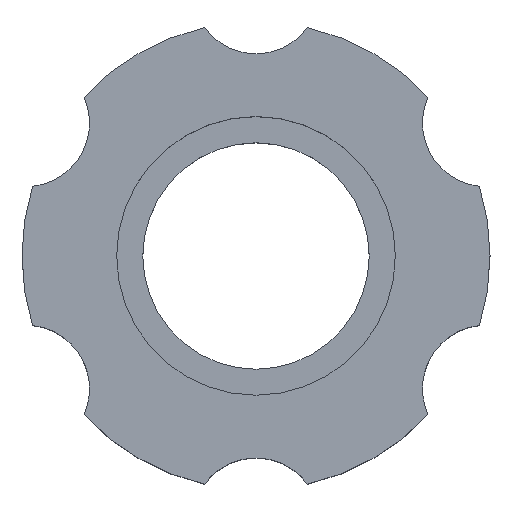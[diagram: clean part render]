
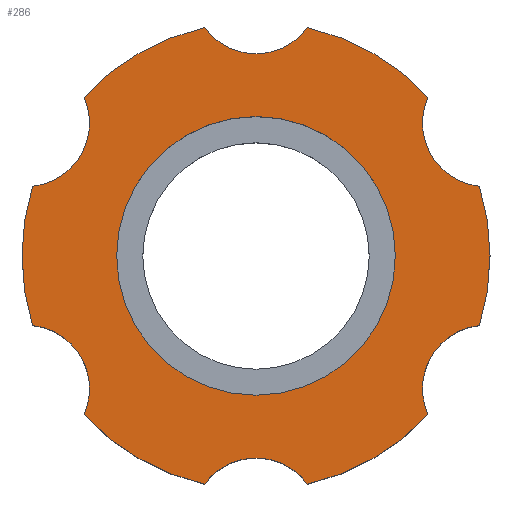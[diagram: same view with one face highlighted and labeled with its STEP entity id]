
A CAD part, top view. The second image highlights one B-rep face of the part: STEP entity #286.
In plain terms, the highlighted planar face has unit normal (0, 0, 1).
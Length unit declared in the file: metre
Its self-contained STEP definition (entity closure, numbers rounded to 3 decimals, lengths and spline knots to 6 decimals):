
#12=PLANE('',#342);
#89=ORIENTED_EDGE('',*,*,#157,.F.);
#90=ORIENTED_EDGE('',*,*,#123,.F.);
#91=ORIENTED_EDGE('',*,*,#127,.T.);
#92=ORIENTED_EDGE('',*,*,#130,.F.);
#93=ORIENTED_EDGE('',*,*,#133,.T.);
#94=ORIENTED_EDGE('',*,*,#136,.F.);
#95=ORIENTED_EDGE('',*,*,#139,.T.);
#96=ORIENTED_EDGE('',*,*,#142,.F.);
#97=ORIENTED_EDGE('',*,*,#145,.T.);
#98=ORIENTED_EDGE('',*,*,#148,.F.);
#99=ORIENTED_EDGE('',*,*,#151,.T.);
#100=ORIENTED_EDGE('',*,*,#154,.F.);
#101=ORIENTED_EDGE('',*,*,#156,.T.);
#123=EDGE_CURVE('',#163,#164,#190,.T.);
#127=EDGE_CURVE('',#163,#166,#192,.T.);
#130=EDGE_CURVE('',#168,#166,#194,.T.);
#133=EDGE_CURVE('',#168,#170,#196,.T.);
#136=EDGE_CURVE('',#172,#170,#198,.T.);
#139=EDGE_CURVE('',#172,#174,#200,.T.);
#142=EDGE_CURVE('',#176,#174,#202,.T.);
#145=EDGE_CURVE('',#176,#178,#204,.T.);
#148=EDGE_CURVE('',#180,#178,#206,.T.);
#151=EDGE_CURVE('',#180,#182,#208,.T.);
#154=EDGE_CURVE('',#184,#182,#210,.T.);
#156=EDGE_CURVE('',#184,#164,#212,.T.);
#157=EDGE_CURVE('',#185,#185,#213,.T.);
#163=VERTEX_POINT('',#463);
#164=VERTEX_POINT('',#465);
#166=VERTEX_POINT('',#471);
#168=VERTEX_POINT('',#477);
#170=VERTEX_POINT('',#483);
#172=VERTEX_POINT('',#489);
#174=VERTEX_POINT('',#495);
#176=VERTEX_POINT('',#501);
#178=VERTEX_POINT('',#507);
#180=VERTEX_POINT('',#513);
#182=VERTEX_POINT('',#519);
#184=VERTEX_POINT('',#525);
#185=VERTEX_POINT('',#532);
#190=CIRCLE('',#308,0.002998);
#192=CIRCLE('',#311,0.011);
#194=CIRCLE('',#314,0.002998);
#196=CIRCLE('',#317,0.011);
#198=CIRCLE('',#320,0.002998);
#200=CIRCLE('',#323,0.011);
#202=CIRCLE('',#326,0.002998);
#204=CIRCLE('',#329,0.011);
#206=CIRCLE('',#332,0.002998);
#208=CIRCLE('',#335,0.011);
#210=CIRCLE('',#338,0.002998);
#212=CIRCLE('',#341,0.011);
#213=CIRCLE('',#343,0.00655);
#229=EDGE_LOOP('',(#89));
#230=EDGE_LOOP('',(#90,#91,#92,#93,#94,#95,#96,#97,#98,#99,#100,#101));
#251=FACE_BOUND('',#229,.T.);
#252=FACE_BOUND('',#230,.T.);
#286=ADVANCED_FACE('',(#251,#252),#12,.T.);
#308=AXIS2_PLACEMENT_3D('',#464,#361,#362);
#311=AXIS2_PLACEMENT_3D('',#472,#369,#370);
#314=AXIS2_PLACEMENT_3D('',#478,#376,#377);
#317=AXIS2_PLACEMENT_3D('',#484,#383,#384);
#320=AXIS2_PLACEMENT_3D('',#490,#390,#391);
#323=AXIS2_PLACEMENT_3D('',#496,#397,#398);
#326=AXIS2_PLACEMENT_3D('',#502,#404,#405);
#329=AXIS2_PLACEMENT_3D('',#508,#411,#412);
#332=AXIS2_PLACEMENT_3D('',#514,#418,#419);
#335=AXIS2_PLACEMENT_3D('',#520,#425,#426);
#338=AXIS2_PLACEMENT_3D('',#526,#432,#433);
#341=AXIS2_PLACEMENT_3D('',#529,#438,#439);
#342=AXIS2_PLACEMENT_3D('',#530,#440,#441);
#343=AXIS2_PLACEMENT_3D('',#531,#442,#443);
#361=DIRECTION('',(0.,0.,1.));
#362=DIRECTION('',(1.,0.,0.));
#369=DIRECTION('',(0.,0.,1.));
#370=DIRECTION('',(1.,0.,0.));
#376=DIRECTION('',(0.,0.,1.));
#377=DIRECTION('',(1.,0.,0.));
#383=DIRECTION('',(0.,0.,1.));
#384=DIRECTION('',(1.,0.,0.));
#390=DIRECTION('',(0.,0.,1.));
#391=DIRECTION('',(1.,0.,0.));
#397=DIRECTION('',(0.,0.,1.));
#398=DIRECTION('',(1.,0.,0.));
#404=DIRECTION('',(0.,0.,1.));
#405=DIRECTION('',(1.,0.,0.));
#411=DIRECTION('',(0.,0.,1.));
#412=DIRECTION('',(1.,0.,0.));
#418=DIRECTION('',(0.,0.,1.));
#419=DIRECTION('',(1.,0.,0.));
#425=DIRECTION('',(0.,0.,1.));
#426=DIRECTION('',(1.,0.,0.));
#432=DIRECTION('',(0.,0.,1.));
#433=DIRECTION('',(1.,0.,0.));
#438=DIRECTION('',(0.,0.,1.));
#439=DIRECTION('',(1.,0.,0.));
#440=DIRECTION('',(0.,0.,1.));
#441=DIRECTION('',(1.,0.,0.));
#442=DIRECTION('',(0.,0.,1.));
#443=DIRECTION('',(1.,0.,0.));
#463=CARTESIAN_POINT('',(-0.002421,0.01073,0.0065));
#464=CARTESIAN_POINT('',(0.,0.012498,0.0065));
#465=CARTESIAN_POINT('',(0.002421,0.01073,0.0065));
#471=CARTESIAN_POINT('',(-0.008082,0.007462,0.0065));
#472=CARTESIAN_POINT('',(0.,0.,0.0065));
#477=CARTESIAN_POINT('',(-0.010503,0.003268,0.0065));
#478=CARTESIAN_POINT('',(-0.010824,0.006249,0.0065));
#483=CARTESIAN_POINT('',(-0.010503,-0.003268,0.0065));
#484=CARTESIAN_POINT('',(0.,0.,0.0065));
#489=CARTESIAN_POINT('',(-0.008082,-0.007462,0.0065));
#490=CARTESIAN_POINT('',(-0.010824,-0.006249,0.0065));
#495=CARTESIAN_POINT('',(-0.002421,-0.01073,0.0065));
#496=CARTESIAN_POINT('',(0.,0.,0.0065));
#501=CARTESIAN_POINT('',(0.002421,-0.01073,0.0065));
#502=CARTESIAN_POINT('',(0.,-0.012498,0.0065));
#507=CARTESIAN_POINT('',(0.008082,-0.007462,0.0065));
#508=CARTESIAN_POINT('',(0.,0.,0.0065));
#513=CARTESIAN_POINT('',(0.010503,-0.003268,0.0065));
#514=CARTESIAN_POINT('',(0.010824,-0.006249,0.0065));
#519=CARTESIAN_POINT('',(0.010503,0.003268,0.0065));
#520=CARTESIAN_POINT('',(0.,0.,0.0065));
#525=CARTESIAN_POINT('',(0.008082,0.007462,0.0065));
#526=CARTESIAN_POINT('',(0.010824,0.006249,0.0065));
#529=CARTESIAN_POINT('',(0.,0.,0.0065));
#530=CARTESIAN_POINT('',(0.,0.,0.0065));
#531=CARTESIAN_POINT('',(0.,0.,0.0065));
#532=CARTESIAN_POINT('',(0.00655,0.,0.0065));
